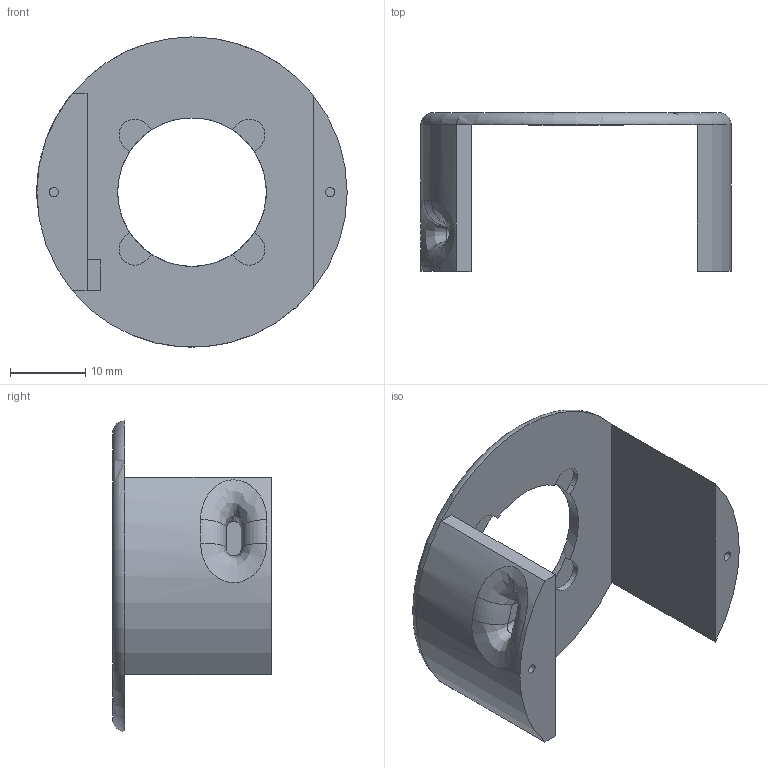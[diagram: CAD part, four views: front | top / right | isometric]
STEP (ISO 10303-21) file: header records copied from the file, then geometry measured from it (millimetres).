
FILE_DESCRIPTION(/* description */ (''),/* implementation_level */ '2;1');
FILE_NAME(/* name */ 'Cover.step',/* time_stamp */ '2025-07-12T12:21:09+02:00',/* author */ (''),/* organization */ (''),/* preprocessor_version */ 'ST-DEVELOPER v20.1',/* originating_system */ 'Autodesk Translation Framework v14.10.0.0',/* authorisation */ '');
FILE_SCHEMA (('AUTOMOTIVE_DESIGN { 1 0 10303 214 3 1 1 }'));
Length unit declared in the file: millimetre
Products named in the file (1): new fan mount
Bounding box: 41.23 x 21.08 x 41.21 mm (x, y, z)
Volume: 5611.7 mm3; surface area: 4556.4 mm2
Topology: 1 solids, 1 shells, 42 faces, 107 edges, 69 vertices
Faces by surface type: plane 25, cylinder 12, torus 3, bspline 2
Full cylindrical faces by diameter (mm): 1.2 x2, 19.745 x1
Entity records: 1500 total; most frequent: CARTESIAN_POINT 430, DIRECTION 225, ORIENTED_EDGE 214, EDGE_CURVE 107, AXIS2_PLACEMENT_3D 83, VERTEX_POINT 69, LINE 59, VECTOR 59
